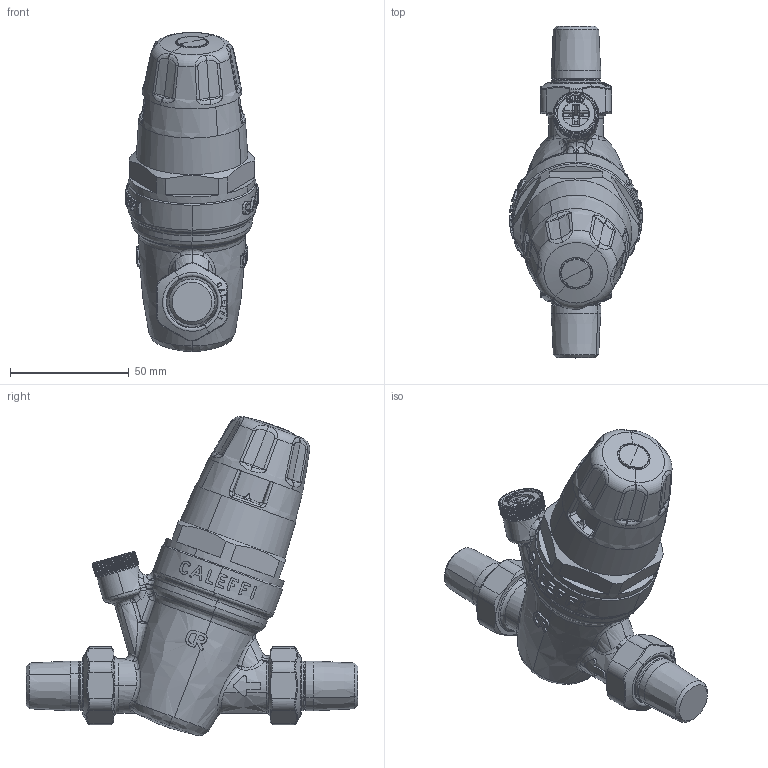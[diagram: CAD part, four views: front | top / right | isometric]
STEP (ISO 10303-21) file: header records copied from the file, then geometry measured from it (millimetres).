
FILE_DESCRIPTION(('CATIA V5 STEP Exchange'),'2;1');
FILE_NAME('535040 (STP).stp','2015-11-25T10:28:26+00:00',('none'),('none'),'Version 5-6 Release 2012','CATIA V5 STEP AP203','none');
FILE_SCHEMA(('CONFIG_CONTROL_DESIGN'));
Products named in the file (1): 535040 - TST
Bounding box: 56 x 140 x 134.6 mm (x, y, z)
Volume: 257725.9 mm3; surface area: 37178.6 mm2
Topology: 1 solids, 16 shells, 1806 faces, 4827 edges, 3073 vertices
Faces by surface type: plane 816, bspline 622, cylinder 190, cone 80, torus 44, sphere 32, extrusion 12, revolution 10
Entity records: 75450 total; most frequent: CARTESIAN_POINT 39986, ORIENTED_EDGE 9586, EDGE_CURVE 4793, DIRECTION 3842, VERTEX_POINT 3073, B_SPLINE_CURVE_WITH_KNOTS 2357, EDGE_LOOP 1860, ADVANCED_FACE 1806
